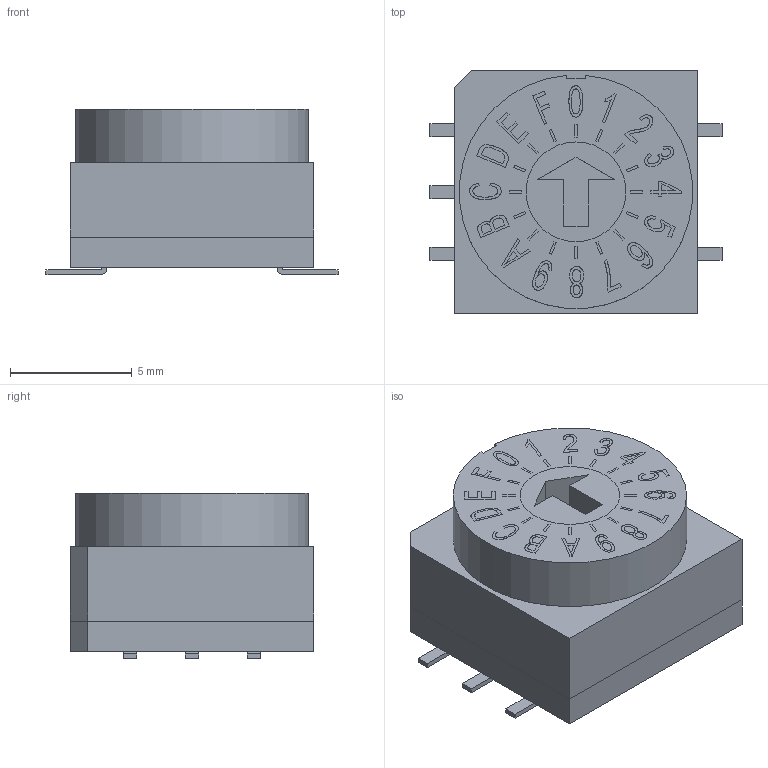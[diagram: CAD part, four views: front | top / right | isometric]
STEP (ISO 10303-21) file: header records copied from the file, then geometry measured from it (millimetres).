
FILE_DESCRIPTION(/* description */ (''),/* implementation_level */ '2;1');
FILE_NAME(/* name */ 'RDTAx16S2x.stp',/* time_stamp */ '2025-06-03T11:16:01-05:00',/* author */ ('mroman'),/* organization */ (''),/* preprocessor_version */ 'ST-DEVELOPER v18.1',/* originating_system */ 'Autodesk Inventor 2022',/* authorisation */ '');
FILE_SCHEMA (('AUTOMOTIVE_DESIGN { 1 0 10303 214 3 1 1 }'));
Length unit declared in the file: centimetre
Products named in the file (1): RDTAx16S2x
Bounding box: 12 x 10 x 6.8 mm (x, y, z)
Volume: 581.4 mm3; surface area: 480.5 mm2
Topology: 1 solids, 1 shells, 375 faces, 965 edges, 642 vertices
Faces by surface type: plane 253, bspline 111, cylinder 11
Entity records: 11859 total; most frequent: CARTESIAN_POINT 3414, ORIENTED_EDGE 1930, DIRECTION 1296, EDGE_CURVE 965, LINE 720, VECTOR 720, VERTEX_POINT 642, EDGE_LOOP 425
